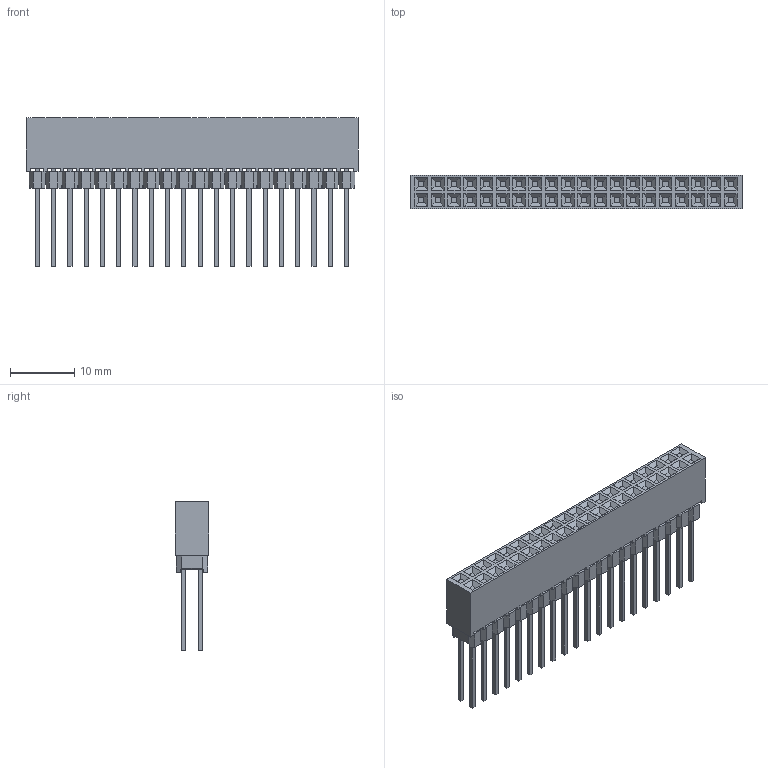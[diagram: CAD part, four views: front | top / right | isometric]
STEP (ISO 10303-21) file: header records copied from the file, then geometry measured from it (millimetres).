
FILE_DESCRIPTION((''),'2;1');
FILE_NAME('HARWING_M20-6102045.stp','2012-11-15T15:15:49',(''),(''),'Mechanical Desktop 2011','Mechanical Desktop 2011',', , ');
FILE_SCHEMA(('AUTOMOTIVE_DESIGN { 1 2 10303 214 1 1 1 1 }'));
Length unit declared in the file: millimetre
Products named in the file (1): Product
Bounding box: 51.82 x 5.25 x 23.25 mm (x, y, z)
Volume: 2900.2 mm3; surface area: 4807.9 mm2
Topology: 43 solids, 43 shells, 820 faces, 2076 edges, 1304 vertices
Faces by surface type: plane 693, bspline 127
Entity records: 23966 total; most frequent: CARTESIAN_POINT 4582, ORIENTED_EDGE 4152, DIRECTION 3464, VECTOR 2076, LINE 2076, EDGE_CURVE 2076, VERTEX_POINT 1304, EDGE_LOOP 860
